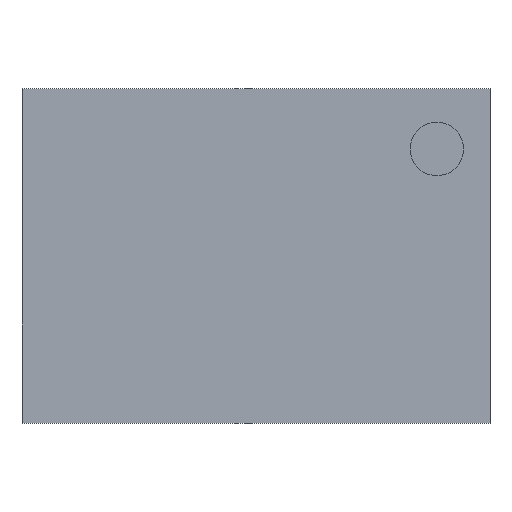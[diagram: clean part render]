
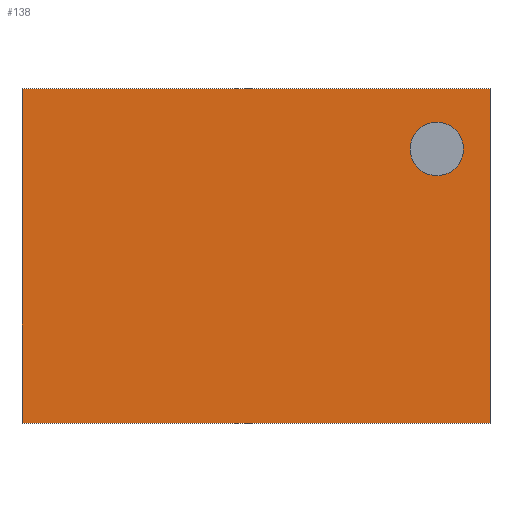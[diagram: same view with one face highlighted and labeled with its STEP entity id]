
A CAD part, top view. The second image highlights one B-rep face of the part: STEP entity #138.
In plain terms, the highlighted planar face has unit normal (0, 0, 1).
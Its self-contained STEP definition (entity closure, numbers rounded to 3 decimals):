
#23=FACE_BOUND('',#46,.T.);
#29=PLANE('',#163);
#37=FACE_OUTER_BOUND('',#45,.T.);
#45=EDGE_LOOP('',(#122,#123,#124,#125));
#46=EDGE_LOOP('',(#126));
#51=LINE('',#224,#64);
#54=LINE('',#230,#67);
#57=LINE('',#236,#70);
#60=LINE('',#240,#73);
#64=VECTOR('',#184,10.);
#67=VECTOR('',#189,10.);
#70=VECTOR('',#194,10.);
#73=VECTOR('',#199,10.);
#74=CIRCLE('',#156,0.4);
#76=VERTEX_POINT('',#211);
#80=VERTEX_POINT('',#221);
#81=VERTEX_POINT('',#223);
#83=VERTEX_POINT('',#229);
#85=VERTEX_POINT('',#235);
#86=EDGE_CURVE('',#76,#76,#74,.T.);
#91=EDGE_CURVE('',#81,#80,#51,.T.);
#94=EDGE_CURVE('',#83,#81,#54,.T.);
#97=EDGE_CURVE('',#85,#83,#57,.T.);
#100=EDGE_CURVE('',#80,#85,#60,.T.);
#122=ORIENTED_EDGE('',*,*,#100,.T.);
#123=ORIENTED_EDGE('',*,*,#97,.T.);
#124=ORIENTED_EDGE('',*,*,#94,.T.);
#125=ORIENTED_EDGE('',*,*,#91,.T.);
#126=ORIENTED_EDGE('',*,*,#86,.T.);
#138=ADVANCED_FACE('',(#37,#23),#29,.T.);
#156=AXIS2_PLACEMENT_3D('',#212,#173,#174);
#163=AXIS2_PLACEMENT_3D('',#241,#200,#201);
#173=DIRECTION('center_axis',(0.,0.,-1.));
#174=DIRECTION('ref_axis',(-1.,0.,0.));
#184=DIRECTION('',(-1.,0.,0.));
#189=DIRECTION('',(0.,1.,0.));
#194=DIRECTION('',(1.,0.,0.));
#199=DIRECTION('',(0.,-1.,0.));
#200=DIRECTION('center_axis',(0.,0.,1.));
#201=DIRECTION('ref_axis',(1.,0.,0.));
#211=CARTESIAN_POINT('',(6.604,4.1,1.));
#212=CARTESIAN_POINT('Origin',(6.204,4.1,1.));
#221=CARTESIAN_POINT('',(0.,5.,1.));
#223=CARTESIAN_POINT('',(7.,5.,1.));
#224=CARTESIAN_POINT('',(7.,5.,1.));
#229=CARTESIAN_POINT('',(7.,0.,1.));
#230=CARTESIAN_POINT('',(7.,0.,1.));
#235=CARTESIAN_POINT('',(0.,0.,1.));
#236=CARTESIAN_POINT('',(0.,0.,1.));
#240=CARTESIAN_POINT('',(0.,5.,1.));
#241=CARTESIAN_POINT('Origin',(3.5,2.5,1.));
